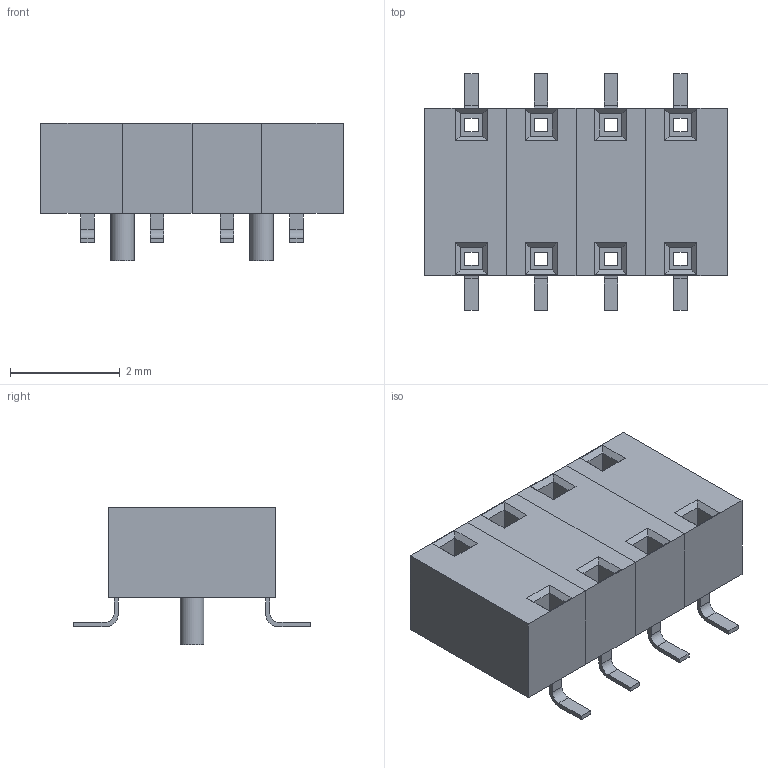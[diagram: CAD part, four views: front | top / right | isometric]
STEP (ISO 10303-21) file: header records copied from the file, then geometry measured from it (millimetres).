
FILE_DESCRIPTION(('STEP AP214'),'1');
FILE_NAME('CON8_2X4_DUA_CLP_SAI','2025-10-23T04:14:09',(''),(''),'','','');
FILE_SCHEMA(('AUTOMOTIVE_DESIGN'));
Length unit declared in the file: millimetre
Products named in the file (1): product
Bounding box: 5.51 x 4.32 x 2.51 mm (x, y, z)
Volume: 26.5 mm3; surface area: 105.9 mm2
Topology: 11 solids, 11 shells, 224 faces, 570 edges, 360 vertices
Faces by surface type: plane 206, cylinder 18
Full cylindrical faces by diameter (mm): 0.432 x2
Entity records: 6456 total; most frequent: ORIENTED_EDGE 1136, DIRECTION 1058, CARTESIAN_POINT 607, EDGE_CURVE 568, LINE 532, VECTOR 532, VERTEX_POINT 360, AXIS2_PLACEMENT_3D 263
